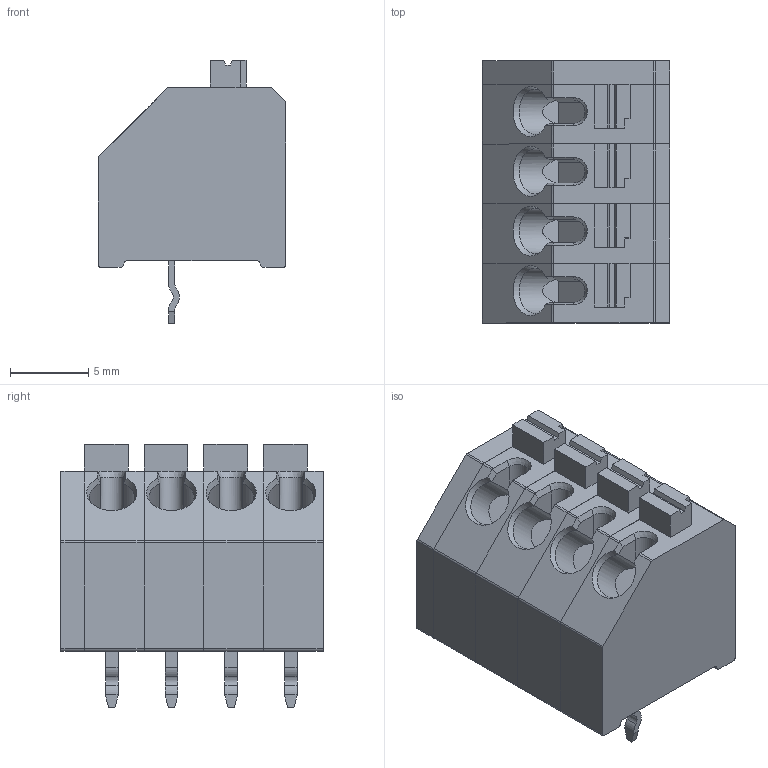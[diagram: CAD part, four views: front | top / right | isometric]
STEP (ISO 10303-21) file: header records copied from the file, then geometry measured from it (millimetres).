
FILE_DESCRIPTION( ( 'Unknown' ), '1' );
FILE_NAME( '691418320004.stp', 'Unknown', ( 'Unknown' ), ( 'Unknown' ), 'PSStep 18.0.17', 'Unknown', ' ' );
FILE_SCHEMA( ( 'AUTOMOTIVE_DESIGN { 1 0 10303 214 1 1 1 1 }' ) );
Length unit declared in the file: millimetre
Products named in the file (3): Assem1; 6914183200xx_CNT3; 6914183200xx_SX1
Assembly tree (5 placements, depth 2):
  Assem1
    6914183200xx_CNT3  x4
    6914183200xx_SX1
Bounding box: 12 x 16.74 x 16.8 mm (x, y, z)
Volume: 1996.7 mm3; surface area: 2224.4 mm2
Topology: 5 solids, 5 shells, 493 faces, 1377 edges, 912 vertices
Faces by surface type: plane 372, cylinder 108, cone 13
Entity records: 12061 total; most frequent: CARTESIAN_POINT 1726, ORIENTED_EDGE 1672, DIRECTION 1573, EDGE_CURVE 836, LINE 709, VECTOR 709, VERTEX_POINT 559, AXIS2_PLACEMENT_3D 432
